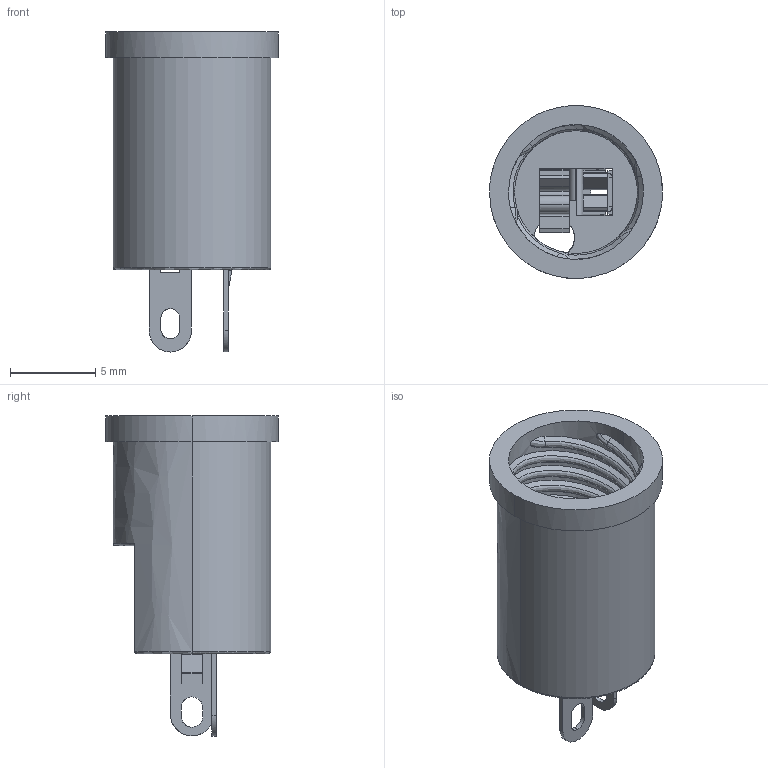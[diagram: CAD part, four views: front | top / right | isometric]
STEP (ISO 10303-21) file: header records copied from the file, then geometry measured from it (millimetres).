
FILE_DESCRIPTION (( 'STEP AP203' ), '1' );
FILE_NAME ('CNX 410 XXX.STEP', '2019-05-31T22:17:56', ( '' ), ( '' ), 'SwSTEP 2.0', 'SolidWorks 2018', '' );
FILE_SCHEMA (( 'CONFIG_CONTROL_DESIGN' ));
Length unit declared in the file: inch
Products named in the file (5): 310 006.IGS; 310-004.IGS; CNX 410 XXX; 410 260.IGS; 310-002.IGS
Assembly tree (4 placements, depth 2):
  CNX 410 XXX
    410 260.IGS
    310-002.IGS
    310-004.IGS
    310 006.IGS
Bounding box: 10.16 x 10.16 x 18.81 mm (x, y, z)
Volume: 547.1 mm3; surface area: 1143.9 mm2
Topology: 4 solids, 4 shells, 517 faces, 1280 edges, 798 vertices
Faces by surface type: bspline 517
Entity records: 21108 total; most frequent: CARTESIAN_POINT 12797, ORIENTED_EDGE 2560, EDGE_CURVE 1280, B_SPLINE_CURVE_WITH_KNOTS 1120, VERTEX_POINT 798, EDGE_LOOP 556, FACE_OUTER_BOUND 517, ADVANCED_FACE 517
